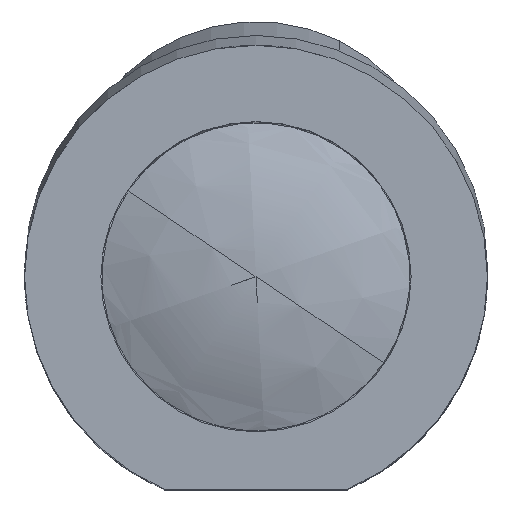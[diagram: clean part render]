
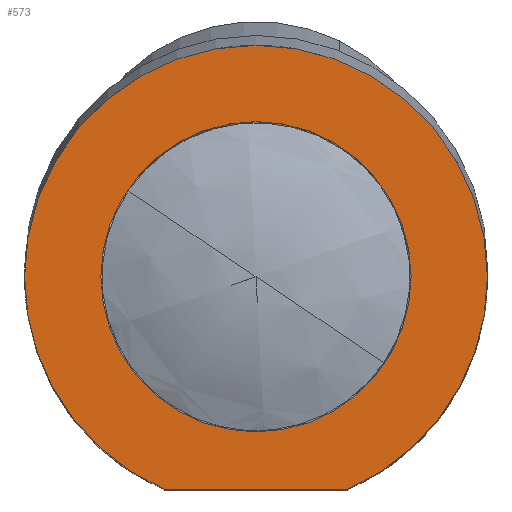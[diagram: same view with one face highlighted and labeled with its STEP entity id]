
A CAD part, top view. The second image highlights one B-rep face of the part: STEP entity #573.
In plain terms, the highlighted planar face has unit normal (0, 0, 1).
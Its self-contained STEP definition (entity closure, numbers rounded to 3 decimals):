
#70 = CARTESIAN_POINT ( 'NONE',  ( -4.508, 0., 0. ) ) ;
#238 = DIRECTION ( 'NONE',  ( 1., 0., 0. ) ) ;
#239 = DIRECTION ( 'NONE',  ( 0., 0., 1. ) ) ;
#240 = AXIS2_PLACEMENT_3D ( 'NONE', #247, #239, #238 ) ;
#241 = CIRCLE ( 'NONE', #240, 3.023 ) ;
#242 = DIRECTION ( 'NONE',  ( 1., 0., 0. ) ) ;
#243 = DIRECTION ( 'NONE',  ( 0., 0., 1. ) ) ;
#244 = CARTESIAN_POINT ( 'NONE',  ( 0., 0., 0. ) ) ;
#245 = AXIS2_PLACEMENT_3D ( 'NONE', #244, #243, #242 ) ;
#246 = CIRCLE ( 'NONE', #245, 4.508 ) ;
#247 = CARTESIAN_POINT ( 'NONE',  ( 0., 0., 0. ) ) ;
#248 = CARTESIAN_POINT ( 'NONE',  ( -1.785, -4.14, 0. ) ) ;
#249 = DIRECTION ( 'NONE',  ( -1., 0., 0. ) ) ;
#250 = VECTOR ( 'NONE', #249, 1000. ) ;
#251 = CARTESIAN_POINT ( 'NONE',  ( 0., -4.14, 0. ) ) ;
#252 = LINE ( 'NONE', #251, #250 ) ;
#253 = DIRECTION ( 'NONE',  ( 1., 0., 0. ) ) ;
#254 = DIRECTION ( 'NONE',  ( 0., 0., 1. ) ) ;
#255 = CARTESIAN_POINT ( 'NONE',  ( 0., 0., 0. ) ) ;
#256 = AXIS2_PLACEMENT_3D ( 'NONE', #255, #254, #253 ) ;
#257 = PLANE ( 'NONE',  #256 ) ;
#308 = FACE_BOUND ( 'NONE', #582, .T. ) ;
#309 = FACE_OUTER_BOUND ( 'NONE', #574, .T. ) ;
#358 = CARTESIAN_POINT ( 'NONE',  ( 3.023, 0., 0. ) ) ;
#359 = DIRECTION ( 'NONE',  ( 1., 0., 0. ) ) ;
#360 = DIRECTION ( 'NONE',  ( 0., 0., 1. ) ) ;
#361 = CARTESIAN_POINT ( 'NONE',  ( 0., 0., 0. ) ) ;
#362 = AXIS2_PLACEMENT_3D ( 'NONE', #361, #360, #359 ) ;
#363 = CIRCLE ( 'NONE', #362, 3.023 ) ;
#367 = CARTESIAN_POINT ( 'NONE',  ( 1.785, -4.14, 0. ) ) ;
#520 = CARTESIAN_POINT ( 'NONE',  ( -3.023, 0., 0. ) ) ;
#573 = ADVANCED_FACE ( 'NONE', ( #309, #308 ), #257, .T. ) ;
#574 = EDGE_LOOP ( 'NONE', ( #575, #578, #579, #580 ) ) ;
#575 = ORIENTED_EDGE ( 'NONE', *, *, #576, .F. ) ;
#576 = EDGE_CURVE ( 'NONE', #612, #577, #252, .T. ) ;
#577 = VERTEX_POINT ( 'NONE', #248 ) ;
#578 = ORIENTED_EDGE ( 'NONE', *, *, #2218, .T. ) ;
#579 = ORIENTED_EDGE ( 'NONE', *, *, #2308, .T. ) ;
#580 = ORIENTED_EDGE ( 'NONE', *, *, #581, .T. ) ;
#581 = EDGE_CURVE ( 'NONE', #2389, #577, #246, .T. ) ;
#582 = EDGE_LOOP ( 'NONE', ( #583, #591 ) ) ;
#583 = ORIENTED_EDGE ( 'NONE', *, *, #584, .F. ) ;
#584 = EDGE_CURVE ( 'NONE', #615, #622, #241, .T. ) ;
#591 = ORIENTED_EDGE ( 'NONE', *, *, #614, .F. ) ;
#612 = VERTEX_POINT ( 'NONE', #367 ) ;
#614 = EDGE_CURVE ( 'NONE', #622, #615, #363, .T. ) ;
#615 = VERTEX_POINT ( 'NONE', #358 ) ;
#622 = VERTEX_POINT ( 'NONE', #520 ) ;
#1881 = DIRECTION ( 'NONE',  ( 1., 0., 0. ) ) ;
#1882 = DIRECTION ( 'NONE',  ( 0., 0., 1. ) ) ;
#1883 = CARTESIAN_POINT ( 'NONE',  ( 0., 0., 0. ) ) ;
#1884 = AXIS2_PLACEMENT_3D ( 'NONE', #1883, #1882, #1881 ) ;
#1885 = CIRCLE ( 'NONE', #1884, 4.508 ) ;
#2218 = EDGE_CURVE ( 'NONE', #612, #2309, #1885, .T. ) ;
#2246 = CARTESIAN_POINT ( 'NONE',  ( 4.508, 0., 0. ) ) ;
#2308 = EDGE_CURVE ( 'NONE', #2309, #2389, #2494, .T. ) ;
#2309 = VERTEX_POINT ( 'NONE', #2246 ) ;
#2389 = VERTEX_POINT ( 'NONE', #70 ) ;
#2494 = CIRCLE ( 'NONE', #2499, 4.508 ) ;
#2496 = DIRECTION ( 'NONE',  ( 1., 0., 0. ) ) ;
#2497 = DIRECTION ( 'NONE',  ( 0., 0., 1. ) ) ;
#2498 = CARTESIAN_POINT ( 'NONE',  ( 0., 0., 0. ) ) ;
#2499 = AXIS2_PLACEMENT_3D ( 'NONE', #2498, #2497, #2496 ) ;
